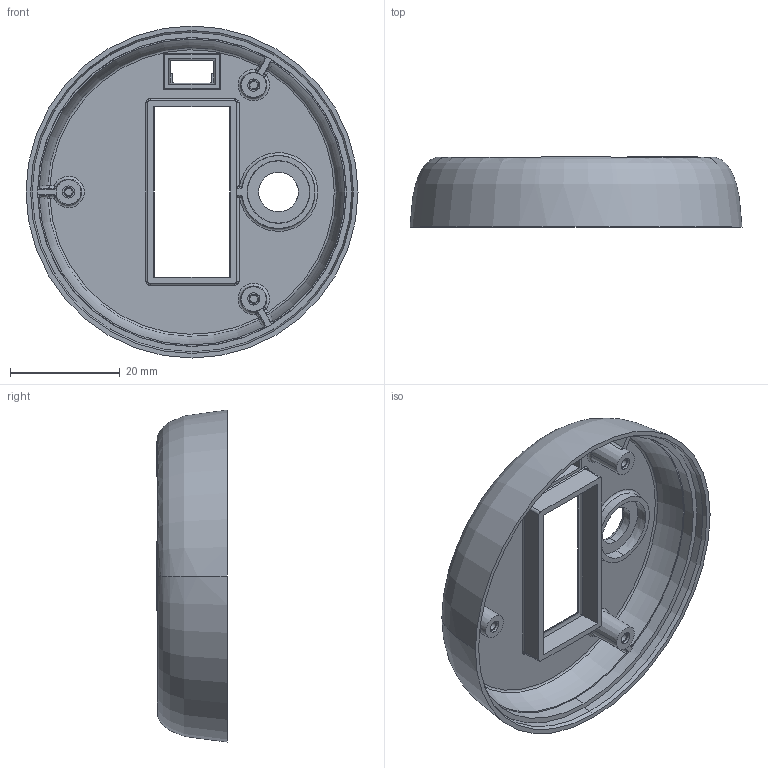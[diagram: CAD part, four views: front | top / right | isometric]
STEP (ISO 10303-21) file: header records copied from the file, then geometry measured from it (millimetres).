
FILE_DESCRIPTION((''),'2;1');
FILE_NAME('OC00002','2013-04-19T',('bockenstedt'),(''),'PRO/ENGINEER BY PARAMETRIC TECHNOLOGY CORPORATION, 2012060','PRO/ENGINEER BY PARAMETRIC TECHNOLOGY CORPORATION, 2012060','');
FILE_SCHEMA(('CONFIG_CONTROL_DESIGN'));
Length unit declared in the file: millimetre
Products named in the file (1): OC00002
Bounding box: 60.5 x 12.8 x 60.5 mm (x, y, z)
Volume: 8219.9 mm3; surface area: 11088.7 mm2
Topology: 1 solids, 2 shells, 209 faces, 500 edges, 306 vertices
Faces by surface type: plane 67, cylinder 41, bspline 36, cone 34, torus 14, sphere 12, revolution 5
Entity records: 8303 total; most frequent: CARTESIAN_POINT 3649, ORIENTED_EDGE 990, DIRECTION 905, EDGE_CURVE 500, AXIS2_PLACEMENT_3D 349, VERTEX_POINT 306, EDGE_LOOP 229, FACE_OUTER_BOUND 209
